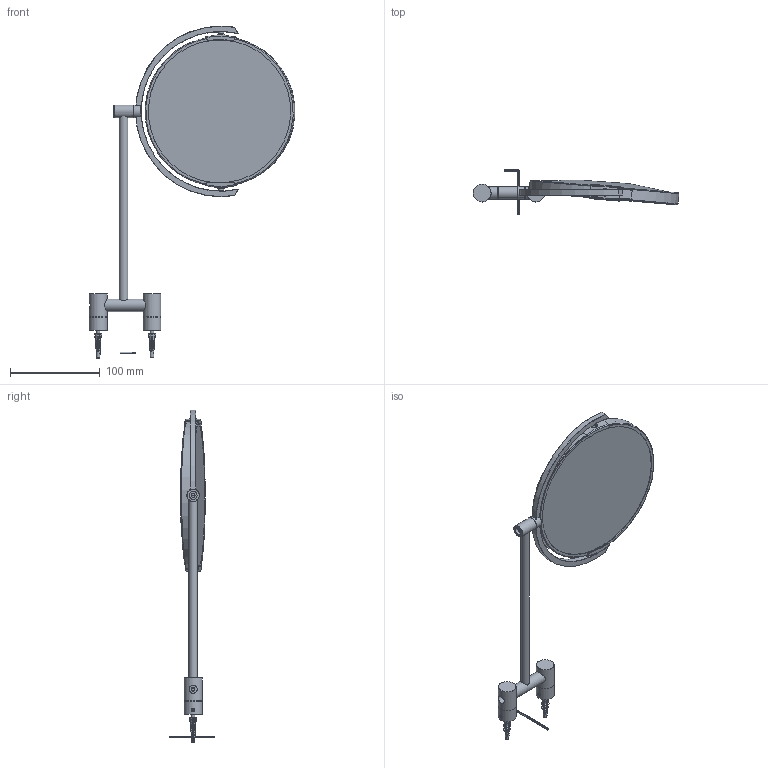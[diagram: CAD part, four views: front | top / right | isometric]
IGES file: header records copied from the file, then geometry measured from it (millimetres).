
Global section: file name: No Iges File Name specified; native system: Autodesk Inventor 2012; preprocessor: AutoDesk Inventor Iges Exporter R2012; author: sbajwa; date: 20130228.115626; units: millimetre
Bounding box: 229.5 x 51.13 x 370.56 mm (x, y, z)
Volume: 150662.9 mm3; surface area: 147878.3 mm2
Topology: 24 solids, 25 shells, 794 faces, 2092 edges, 1358 vertices
Faces by surface type: plane 536, revolution 103, cylinder 73, torus 33, cone 31, sphere 9, bspline 9
Full cylindrical faces by diameter (mm): 3.15 x2, 3.92 x2, 4 x4, 6.35 x2, 6.4 x2, 8 x2, 8.2 x2, 9.5 x1, 13.8 x4, 13.9 x1, 14 x2, 20 x4, 163.75 x1
